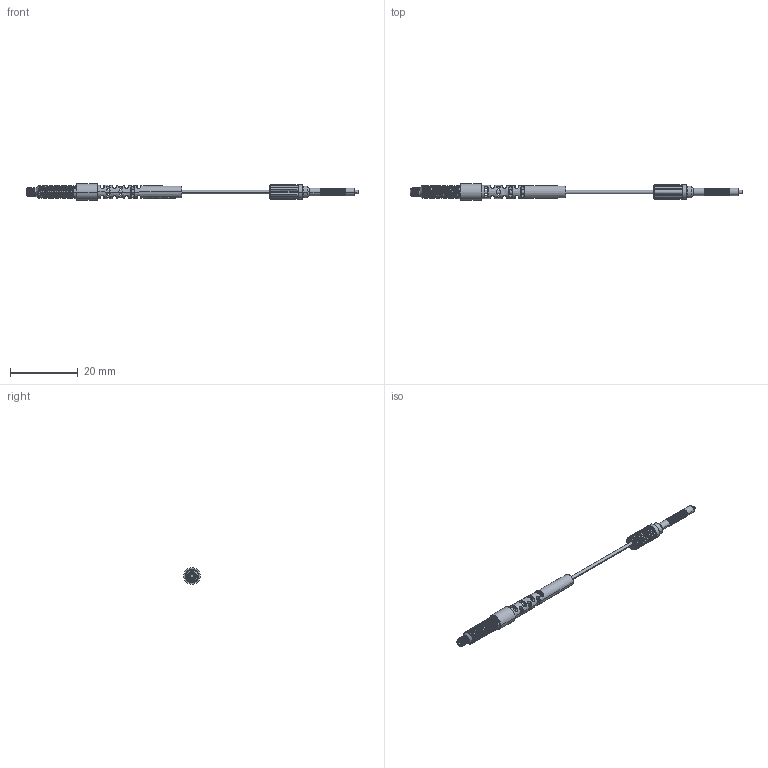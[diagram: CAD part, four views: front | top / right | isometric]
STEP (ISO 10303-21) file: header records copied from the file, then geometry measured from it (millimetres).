
FILE_DESCRIPTION((''),'2;1');
FILE_NAME('PTS4Y10_ASM','2020-06-09T10:26:23',('Administrator'),(''),'CREO PARAMETRIC BY PTC INC, 2018400','CREO PARAMETRIC BY PTC INC, 2018400','');
FILE_SCHEMA(('AUTOMOTIVE_DESIGN { 1 0 10303 214 1 1 1 1 }'));
Length unit declared in the file: millimetre
Products named in the file (6): BOJKE-M4__; 10XIAN__; JW22_10___; PTM3M4-22___; 10-4MMHT___ASM; PTS4Y10_ASM
Assembly tree (5 placements, depth 3):
  PTS4Y10_ASM
    BOJKE-M4__
    10-4MMHT___ASM
      10XIAN__
      JW22_10___
      PTM3M4-22___
Bounding box: 98 x 4.8 x 4.8 mm (x, y, z)
Volume: 569.8 mm3; surface area: 1652 mm2
Topology: 4 solids, 4 shells, 631 faces, 1563 edges, 954 vertices
Faces by surface type: cylinder 248, plane 158, torus 108, bspline 95, cone 22
Entity records: 32509 total; most frequent: CARTESIAN_POINT 16322, ORIENTED_EDGE 3126, DIRECTION 3028, EDGE_CURVE 1563, AXIS2_PLACEMENT_3D 1351, VERTEX_POINT 954, CIRCLE 801, EDGE_LOOP 679
